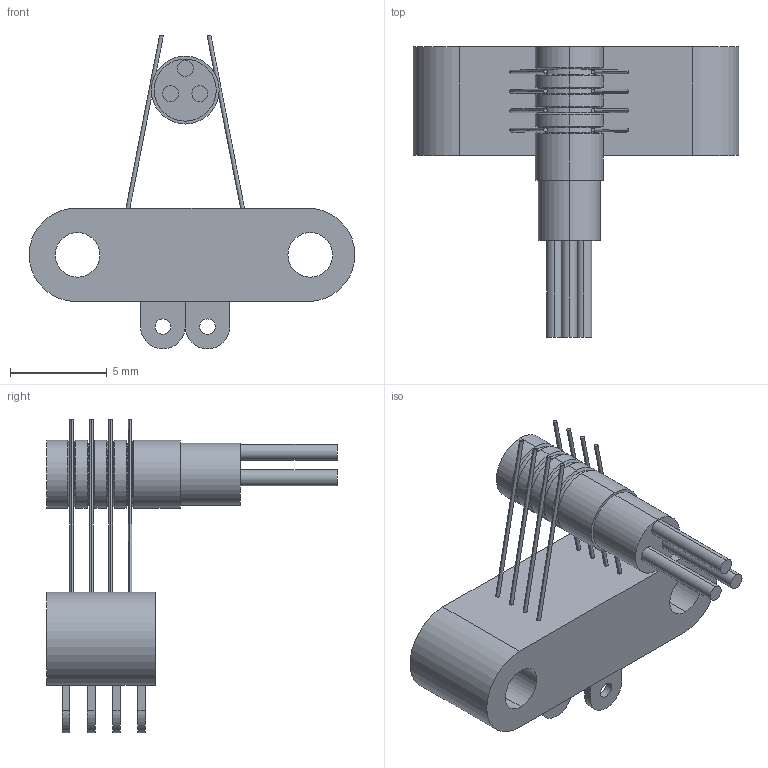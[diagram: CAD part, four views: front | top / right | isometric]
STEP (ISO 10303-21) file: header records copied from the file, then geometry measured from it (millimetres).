
FILE_DESCRIPTION (( 'STEP AP203' ), '1' );
FILE_NAME ('RSP104.STEP', '2020-07-15T07:41:11', ( '微软用户' ), ( '微软中国' ), 'SwSTEP 2.0', 'SolidWorks 2014', '' );
FILE_SCHEMA (( 'CONFIG_CONTROL_DESIGN' ));
Length unit declared in the file: millimetre
Products named in the file (1): RSP104
Bounding box: 16.8 x 15 x 16.19 mm (x, y, z)
Volume: 484.2 mm3; surface area: 699 mm2
Topology: 2 solids, 2 shells, 112 faces, 244 edges, 152 vertices
Faces by surface type: cylinder 62, plane 34, cone 16
Entity records: 3159 total; most frequent: DIRECTION 562, CARTESIAN_POINT 557, ORIENTED_EDGE 488, EDGE_CURVE 244, AXIS2_PLACEMENT_3D 221, VERTEX_POINT 152, EDGE_LOOP 140, VECTOR 120
